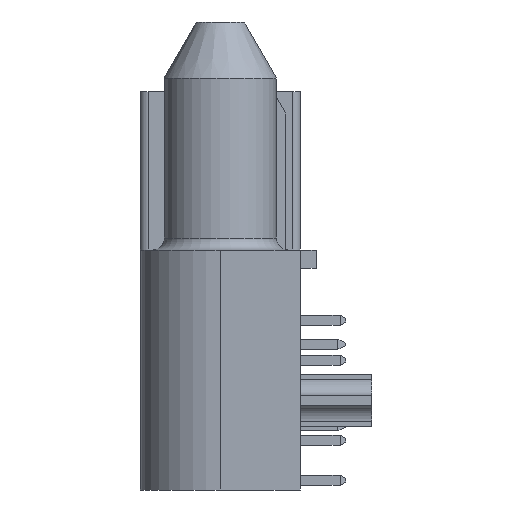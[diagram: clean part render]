
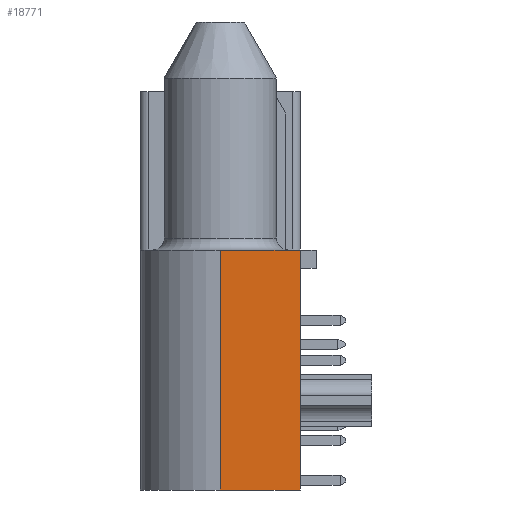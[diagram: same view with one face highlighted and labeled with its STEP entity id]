
A CAD part, left-side view. The second image highlights one B-rep face of the part: STEP entity #18771.
In plain terms, the highlighted planar face has unit normal (-1, 0, 0).
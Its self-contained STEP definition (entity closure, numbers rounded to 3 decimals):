
#35=DIRECTION('',(0.,-1.,0.));
#36=VECTOR('',#35,5.);
#37=CARTESIAN_POINT('',(0.,0.,-7.5));
#38=LINE('',#37,#36);
#1203=DIRECTION('',(0.,0.,1.));
#1204=VECTOR('',#1203,15.);
#1205=CARTESIAN_POINT('',(0.,-5.,-7.5));
#1206=LINE('',#1205,#1204);
#4797=DIRECTION('',(0.,-1.,0.));
#4798=VECTOR('',#4797,5.);
#4799=CARTESIAN_POINT('',(0.,0.,7.5));
#4800=LINE('',#4799,#4798);
#5332=DIRECTION('',(0.,0.,1.));
#5333=VECTOR('',#5332,15.);
#5334=CARTESIAN_POINT('',(0.,0.,-7.5));
#5335=LINE('',#5334,#5333);
#9358=CARTESIAN_POINT('',(0.,0.,-7.5));
#9360=VERTEX_POINT('',#9358);
#9361=CARTESIAN_POINT('',(0.,-5.,-7.5));
#9362=VERTEX_POINT('',#9361);
#9364=CARTESIAN_POINT('',(0.,0.,7.5));
#9366=VERTEX_POINT('',#9364);
#9367=CARTESIAN_POINT('',(0.,-5.,7.5));
#9368=VERTEX_POINT('',#9367);
#18759=CARTESIAN_POINT('',(0.,0.,-7.5));
#18760=DIRECTION('',(-1.,0.,0.));
#18761=DIRECTION('',(0.,-1.,0.));
#18762=AXIS2_PLACEMENT_3D('',#18759,#18760,#18761);
#18763=PLANE('',#18762);
#18764=ORIENTED_EDGE('',*,*,#10987,.F.);
#18766=ORIENTED_EDGE('',*,*,#18765,.T.);
#18767=ORIENTED_EDGE('',*,*,#17846,.T.);
#18768=ORIENTED_EDGE('',*,*,#11000,.F.);
#18769=EDGE_LOOP('',(#18764,#18766,#18767,#18768));
#18770=FACE_OUTER_BOUND('',#18769,.F.);
#18771=ADVANCED_FACE('',(#18770),#18763,.T.);
#10987=EDGE_CURVE('',#9360,#9362,#38,.T.);
#11000=EDGE_CURVE('',#9362,#9368,#1206,.T.);
#17846=EDGE_CURVE('',#9366,#9368,#4800,.T.);
#18765=EDGE_CURVE('',#9360,#9366,#5335,.T.);
